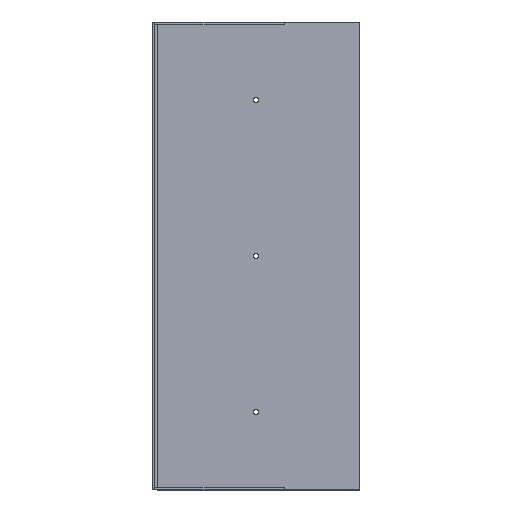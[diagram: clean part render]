
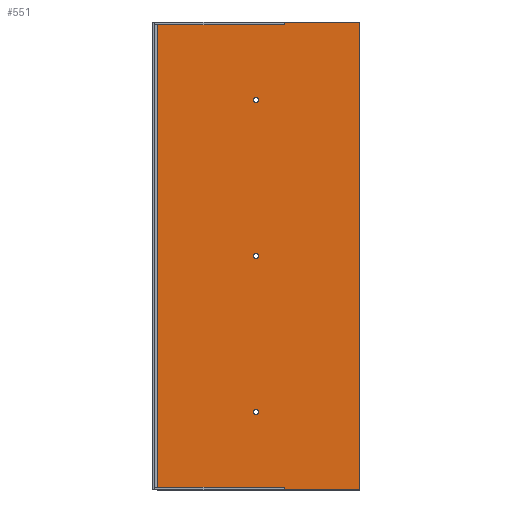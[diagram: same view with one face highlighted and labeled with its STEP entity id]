
A CAD part, top view. The second image highlights one B-rep face of the part: STEP entity #551.
In plain terms, the highlighted planar face has unit normal (0, 0, 1).
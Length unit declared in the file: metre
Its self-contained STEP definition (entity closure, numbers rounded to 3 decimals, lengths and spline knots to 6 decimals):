
#27=CIRCLE('',#627,0.005);
#29=CIRCLE('',#630,0.005);
#31=CIRCLE('',#633,0.005);
#160=ORIENTED_EDGE('',*,*,#238,.T.);
#161=ORIENTED_EDGE('',*,*,#240,.T.);
#162=ORIENTED_EDGE('',*,*,#242,.T.);
#163=ORIENTED_EDGE('',*,*,#234,.T.);
#164=ORIENTED_EDGE('',*,*,#231,.F.);
#165=ORIENTED_EDGE('',*,*,#228,.F.);
#166=ORIENTED_EDGE('',*,*,#244,.T.);
#228=EDGE_CURVE('',#281,#283,#332,.F.);
#231=EDGE_CURVE('',#283,#285,#335,.F.);
#234=EDGE_CURVE('',#287,#285,#338,.F.);
#238=EDGE_CURVE('',#290,#290,#27,.T.);
#240=EDGE_CURVE('',#292,#292,#29,.T.);
#242=EDGE_CURVE('',#294,#294,#31,.T.);
#244=EDGE_CURVE('',#281,#287,#342,.F.);
#281=VERTEX_POINT('',#902);
#283=VERTEX_POINT('',#905);
#285=VERTEX_POINT('',#911);
#287=VERTEX_POINT('',#917);
#290=VERTEX_POINT('',#925);
#292=VERTEX_POINT('',#930);
#294=VERTEX_POINT('',#935);
#332=LINE('',#904,#380);
#335=LINE('',#910,#383);
#338=LINE('',#916,#386);
#342=LINE('',#939,#390);
#380=VECTOR('',#747,1.);
#383=VECTOR('',#752,1.);
#386=VECTOR('',#757,1.);
#390=VECTOR('',#783,1.);
#437=EDGE_LOOP('',(#160));
#438=EDGE_LOOP('',(#161));
#439=EDGE_LOOP('',(#162));
#440=EDGE_LOOP('',(#163,#164,#165,#166));
#491=FACE_BOUND('',#437,.T.);
#492=FACE_BOUND('',#438,.T.);
#493=FACE_BOUND('',#439,.T.);
#494=FACE_BOUND('',#440,.T.);
#520=PLANE('',#635);
#551=ADVANCED_FACE('',(#491,#492,#493,#494),#520,.F.);
#627=AXIS2_PLACEMENT_3D('',#924,#764,#765);
#630=AXIS2_PLACEMENT_3D('',#929,#770,#771);
#633=AXIS2_PLACEMENT_3D('',#934,#776,#777);
#635=AXIS2_PLACEMENT_3D('',#938,#781,#782);
#747=DIRECTION('',(-1.,0.,0.));
#752=DIRECTION('',(0.,1.,0.));
#757=DIRECTION('',(-1.,0.,0.));
#764=DIRECTION('',(0.,0.,-1.));
#765=DIRECTION('',(-1.,0.,0.));
#770=DIRECTION('',(0.,0.,-1.));
#771=DIRECTION('',(-1.,0.,0.));
#776=DIRECTION('',(0.,0.,-1.));
#777=DIRECTION('',(-1.,0.,0.));
#781=DIRECTION('',(0.,0.,-1.));
#782=DIRECTION('',(-1.,0.,0.));
#783=DIRECTION('',(0.,1.,0.));
#902=CARTESIAN_POINT('',(0.01,0.,0.005));
#904=CARTESIAN_POINT('',(0.028214,0.,0.005));
#905=CARTESIAN_POINT('',(0.4,0.,0.005));
#910=CARTESIAN_POINT('',(0.4,0.,0.005));
#911=CARTESIAN_POINT('',(0.4,-0.9,0.005));
#916=CARTESIAN_POINT('',(0.028214,-0.9,0.005));
#917=CARTESIAN_POINT('',(0.01,-0.9,0.005));
#924=CARTESIAN_POINT('',(0.2,-0.75,0.005));
#925=CARTESIAN_POINT('',(0.195,-0.75,0.005));
#929=CARTESIAN_POINT('',(0.2,-0.15,0.005));
#930=CARTESIAN_POINT('',(0.195,-0.15,0.005));
#934=CARTESIAN_POINT('',(0.2,-0.45,0.005));
#935=CARTESIAN_POINT('',(0.195,-0.45,0.005));
#938=CARTESIAN_POINT('',(0.028214,0.,0.005));
#939=CARTESIAN_POINT('',(0.01,0.,0.005));
